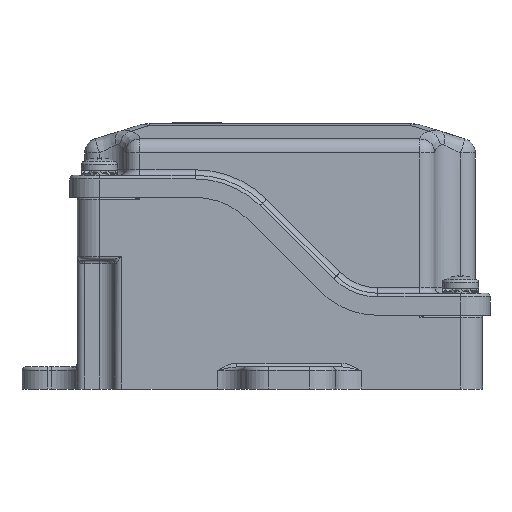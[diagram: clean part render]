
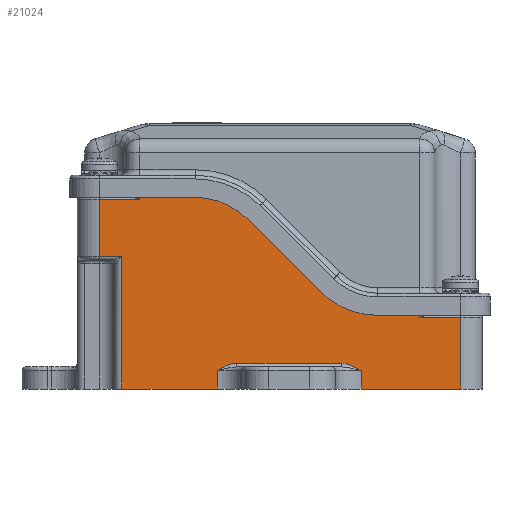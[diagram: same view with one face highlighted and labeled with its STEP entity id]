
A CAD part, left-side view. The second image highlights one B-rep face of the part: STEP entity #21024.
In plain terms, the highlighted planar face has unit normal (-1, 0, 0).
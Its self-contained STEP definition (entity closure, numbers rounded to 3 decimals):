
#174=B_SPLINE_CURVE_WITH_KNOTS('',3,(#33759,#33760,#33761,#33762,#33763,
#33764,#33765,#33766),.UNSPECIFIED.,.F.,.F.,(4,1,1,2,4),(-0.57,
-0.342,-0.228,0.,0.001),
 .UNSPECIFIED.);
#175=B_SPLINE_CURVE_WITH_KNOTS('',3,(#33812,#33813,#33814,#33815,#33816,
#33817,#33818,#33819),.UNSPECIFIED.,.F.,.F.,(4,2,1,1,4),(-0.571,
-0.57,-0.342,-0.228,0.),
 .UNSPECIFIED.);
#1530=FACE_OUTER_BOUND('',#2661,.T.);
#2661=EDGE_LOOP('',(#15904,#15905,#15906,#15907,#15908,#15909,#15910,#15911,
#15912,#15913,#15914,#15915,#15916,#15917,#15918,#15919,#15920,#15921,#15922,
#15923));
#3541=CIRCLE('',#22488,20.5);
#3546=CIRCLE('',#22495,21.5);
#4996=LINE('',#33096,#6916);
#5019=LINE('',#33198,#6939);
#5020=LINE('',#33204,#6940);
#5040=LINE('',#33290,#6960);
#5042=LINE('',#33301,#6962);
#5045=LINE('',#33315,#6965);
#5053=LINE('',#33355,#6973);
#5067=LINE('',#33394,#6987);
#5096=LINE('',#33491,#7016);
#5101=LINE('',#33511,#7021);
#5115=LINE('',#33771,#7035);
#5130=LINE('',#34008,#7050);
#5131=LINE('',#34010,#7051);
#5132=LINE('',#34011,#7052);
#5133=LINE('',#34012,#7053);
#5134=LINE('',#34013,#7054);
#6916=VECTOR('',#26219,10.);
#6939=VECTOR('',#26298,10.);
#6940=VECTOR('',#26303,10.);
#6960=VECTOR('',#26385,10.);
#6962=VECTOR('',#26399,10.);
#6965=VECTOR('',#26416,10.);
#6973=VECTOR('',#26468,10.);
#6987=VECTOR('',#26510,10.);
#7016=VECTOR('',#26607,10.);
#7021=VECTOR('',#26630,10.);
#7035=VECTOR('',#26736,10.);
#7050=VECTOR('',#26811,10.);
#7051=VECTOR('',#26812,10.);
#7052=VECTOR('',#26813,10.);
#7053=VECTOR('',#26814,10.);
#7054=VECTOR('',#26815,10.);
#8774=VERTEX_POINT('',#33092);
#8776=VERTEX_POINT('',#33095);
#8813=VERTEX_POINT('',#33187);
#8815=VERTEX_POINT('',#33191);
#8816=VERTEX_POINT('',#33200);
#8818=VERTEX_POINT('',#33203);
#8841=VERTEX_POINT('',#33288);
#8842=VERTEX_POINT('',#33292);
#8844=VERTEX_POINT('',#33299);
#8846=VERTEX_POINT('',#33305);
#8857=VERTEX_POINT('',#33349);
#8902=VERTEX_POINT('',#33487);
#8903=VERTEX_POINT('',#33489);
#8908=VERTEX_POINT('',#33508);
#8909=VERTEX_POINT('',#33510);
#8932=VERTEX_POINT('',#33758);
#8933=VERTEX_POINT('',#33769);
#8952=VERTEX_POINT('',#34006);
#8953=VERTEX_POINT('',#34007);
#8954=VERTEX_POINT('',#34009);
#11129=EDGE_CURVE('',#8774,#8776,#4996,.T.);
#11173=EDGE_CURVE('',#8813,#8815,#5019,.T.);
#11175=EDGE_CURVE('',#8816,#8818,#5020,.T.);
#11216=EDGE_CURVE('',#8841,#8816,#5040,.T.);
#11218=EDGE_CURVE('',#8842,#8841,#3541,.T.);
#11222=EDGE_CURVE('',#8844,#8842,#5042,.T.);
#11225=EDGE_CURVE('',#8846,#8844,#3546,.T.);
#11230=EDGE_CURVE('',#8813,#8846,#5045,.T.);
#11250=EDGE_CURVE('',#8857,#8815,#5053,.T.);
#11271=EDGE_CURVE('',#8818,#8774,#5067,.T.);
#11319=EDGE_CURVE('',#8903,#8902,#5096,.T.);
#11329=EDGE_CURVE('',#8908,#8909,#5101,.T.);
#11374=EDGE_CURVE('',#8932,#8908,#174,.T.);
#11377=EDGE_CURVE('',#8933,#8932,#5115,.T.);
#11378=EDGE_CURVE('',#8902,#8933,#175,.T.);
#11415=EDGE_CURVE('',#8952,#8953,#5130,.T.);
#11416=EDGE_CURVE('',#8954,#8952,#5131,.T.);
#11417=EDGE_CURVE('',#8954,#8909,#5132,.T.);
#11418=EDGE_CURVE('',#8903,#8776,#5133,.T.);
#11419=EDGE_CURVE('',#8953,#8857,#5134,.T.);
#15904=ORIENTED_EDGE('',*,*,#11415,.F.);
#15905=ORIENTED_EDGE('',*,*,#11416,.F.);
#15906=ORIENTED_EDGE('',*,*,#11417,.T.);
#15907=ORIENTED_EDGE('',*,*,#11329,.F.);
#15908=ORIENTED_EDGE('',*,*,#11374,.F.);
#15909=ORIENTED_EDGE('',*,*,#11377,.F.);
#15910=ORIENTED_EDGE('',*,*,#11378,.F.);
#15911=ORIENTED_EDGE('',*,*,#11319,.F.);
#15912=ORIENTED_EDGE('',*,*,#11418,.T.);
#15913=ORIENTED_EDGE('',*,*,#11129,.F.);
#15914=ORIENTED_EDGE('',*,*,#11271,.F.);
#15915=ORIENTED_EDGE('',*,*,#11175,.F.);
#15916=ORIENTED_EDGE('',*,*,#11216,.F.);
#15917=ORIENTED_EDGE('',*,*,#11218,.F.);
#15918=ORIENTED_EDGE('',*,*,#11222,.F.);
#15919=ORIENTED_EDGE('',*,*,#11225,.F.);
#15920=ORIENTED_EDGE('',*,*,#11230,.F.);
#15921=ORIENTED_EDGE('',*,*,#11173,.T.);
#15922=ORIENTED_EDGE('',*,*,#11250,.F.);
#15923=ORIENTED_EDGE('',*,*,#11419,.F.);
#19070=PLANE('',#22653);
#21024=ADVANCED_FACE('',(#1530),#19070,.T.);
#22488=AXIS2_PLACEMENT_3D('',#33294,#26390,#26391);
#22495=AXIS2_PLACEMENT_3D('',#33307,#26406,#26407);
#22653=AXIS2_PLACEMENT_3D('',#34005,#26809,#26810);
#26219=DIRECTION('',(0.,0.,-1.));
#26298=DIRECTION('',(0.,0.,-1.));
#26303=DIRECTION('',(0.,0.,-1.));
#26385=DIRECTION('',(0.,-1.,0.));
#26390=DIRECTION('center_axis',(-1.,0.,0.));
#26391=DIRECTION('ref_axis',(0.,0.383,-0.924));
#26399=DIRECTION('',(0.,-0.707,-0.707));
#26406=DIRECTION('center_axis',(1.,0.,0.));
#26407=DIRECTION('ref_axis',(0.,-0.383,0.924));
#26416=DIRECTION('',(0.,-1.,0.));
#26468=DIRECTION('',(0.,-1.,0.));
#26510=DIRECTION('',(0.,-1.,0.));
#26607=DIRECTION('',(0.,0.,1.));
#26630=DIRECTION('',(0.,0.,-1.));
#26736=DIRECTION('',(0.,1.,0.));
#26809=DIRECTION('center_axis',(-1.,0.,0.));
#26810=DIRECTION('ref_axis',(0.,-1.,0.));
#26811=DIRECTION('',(0.,1.,0.));
#26812=DIRECTION('',(0.,0.,1.));
#26813=DIRECTION('',(0.,-1.,0.));
#26814=DIRECTION('',(0.,-1.,0.));
#26815=DIRECTION('',(0.,0.,1.));
#33092=CARTESIAN_POINT('',(-55.,-49.,19.5));
#33095=CARTESIAN_POINT('',(-55.,-49.,0.));
#33096=CARTESIAN_POINT('',(-55.,-49.,0.));
#33187=CARTESIAN_POINT('',(-55.,38.,53.5));
#33191=CARTESIAN_POINT('',(-55.,38.,51.5));
#33198=CARTESIAN_POINT('',(-55.,38.,54.));
#33200=CARTESIAN_POINT('',(-55.,-38.,21.5));
#33203=CARTESIAN_POINT('',(-55.,-38.,19.5));
#33204=CARTESIAN_POINT('',(-55.,-38.,22.));
#33288=CARTESIAN_POINT('',(-55.,-26.397,21.5));
#33290=CARTESIAN_POINT('',(-55.,14.302,21.5));
#33292=CARTESIAN_POINT('',(-55.,-11.901,27.504));
#33294=CARTESIAN_POINT('Origin',(-55.,-26.397,42.));
#33299=CARTESIAN_POINT('',(-55.,7.797,47.203));
#33301=CARTESIAN_POINT('',(-55.,7.797,47.203));
#33305=CARTESIAN_POINT('',(-55.,23.,53.5));
#33307=CARTESIAN_POINT('Origin',(-55.,23.,32.));
#33315=CARTESIAN_POINT('',(-55.,27.5,53.5));
#33349=CARTESIAN_POINT('',(-55.,49.,51.5));
#33355=CARTESIAN_POINT('',(-55.,51.898,51.5));
#33394=CARTESIAN_POINT('',(-55.,3.102,19.5));
#33487=CARTESIAN_POINT('',(-55.,-22.,5.));
#33489=CARTESIAN_POINT('',(-55.,-22.,0.));
#33491=CARTESIAN_POINT('',(-55.,-22.,0.));
#33508=CARTESIAN_POINT('',(-55.,17.,5.));
#33510=CARTESIAN_POINT('',(-55.,17.,0.));
#33511=CARTESIAN_POINT('',(-55.,17.,0.));
#33758=CARTESIAN_POINT('',(-55.,11.708,7.));
#33759=CARTESIAN_POINT('Ctrl Pts',(-55.,11.708,7.));
#33760=CARTESIAN_POINT('Ctrl Pts',(-55.,12.468,7.));
#33761=CARTESIAN_POINT('Ctrl Pts',(-55.,13.6,6.723));
#33762=CARTESIAN_POINT('Ctrl Pts',(-55.,15.334,5.962));
#33763=CARTESIAN_POINT('Ctrl Pts',(-55.,16.333,5.385));
#33764=CARTESIAN_POINT('Ctrl Pts',(-55.,16.994,5.004));
#33765=CARTESIAN_POINT('Ctrl Pts',(-55.,16.997,5.002));
#33766=CARTESIAN_POINT('Ctrl Pts',(-55.,17.,5.));
#33769=CARTESIAN_POINT('',(-55.,-16.708,7.));
#33771=CARTESIAN_POINT('',(-55.,26.25,7.));
#33812=CARTESIAN_POINT('Ctrl Pts',(-55.,-22.,5.));
#33813=CARTESIAN_POINT('Ctrl Pts',(-55.,-21.997,5.002));
#33814=CARTESIAN_POINT('Ctrl Pts',(-55.,-21.994,5.004));
#33815=CARTESIAN_POINT('Ctrl Pts',(-55.,-21.333,
5.385));
#33816=CARTESIAN_POINT('Ctrl Pts',(-55.,-20.332,
5.962));
#33817=CARTESIAN_POINT('Ctrl Pts',(-55.,-18.602,
6.722));
#33818=CARTESIAN_POINT('Ctrl Pts',(-55.,-17.468,7.));
#33819=CARTESIAN_POINT('Ctrl Pts',(-55.,-16.708,7.));
#34005=CARTESIAN_POINT('Origin',(-55.,55.,0.));
#34006=CARTESIAN_POINT('',(-55.,42.9,36.));
#34007=CARTESIAN_POINT('',(-55.,49.,36.));
#34008=CARTESIAN_POINT('',(-55.,52.374,36.));
#34009=CARTESIAN_POINT('',(-55.,42.9,0.));
#34010=CARTESIAN_POINT('',(-55.,42.9,0.));
#34011=CARTESIAN_POINT('',(-55.,55.,0.));
#34012=CARTESIAN_POINT('',(-55.,55.,0.));
#34013=CARTESIAN_POINT('',(-55.,49.,0.));
